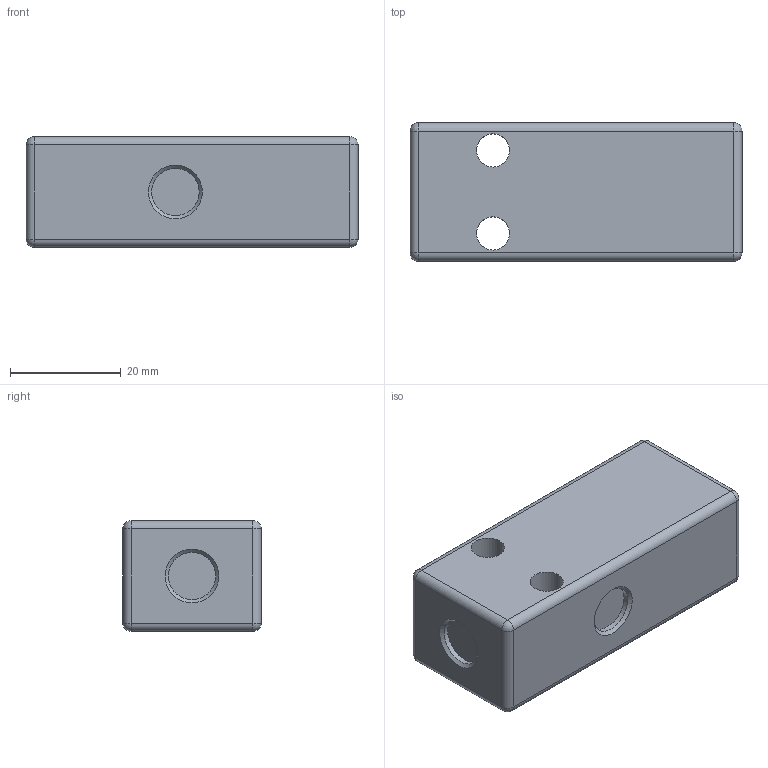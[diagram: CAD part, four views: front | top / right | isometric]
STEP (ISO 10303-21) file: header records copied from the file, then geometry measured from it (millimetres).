
FILE_DESCRIPTION(/* description */ (''),/* implementation_level */ '2;1');
FILE_NAME(/* name */ '3D_evgvt140.stp',/* time_stamp */ '2024-03-18T10:46:51+01:00',/* author */ ('enginyeria3'),/* organization */ (''),/* preprocessor_version */ 'ST-DEVELOPER v20',/* originating_system */ 'Autodesk Inventor 2024',/* authorisation */ '');
FILE_SCHEMA (('AUTOMOTIVE_DESIGN { 1 0 10303 214 3 1 1 }'));
Length unit declared in the file: millimetre
Products named in the file (1): Pieza4
Bounding box: 60 x 25 x 20 mm (x, y, z)
Volume: 28244.7 mm3; surface area: 6894.5 mm2
Topology: 1 solids, 1 shells, 40 faces, 80 edges, 47 vertices
Faces by surface type: cylinder 18, plane 10, sphere 8, cone 4
Full cylindrical faces by diameter (mm): 6 x2, 8.566 x3, 11.445 x1
Entity records: 1087 total; most frequent: DIRECTION 208, CARTESIAN_POINT 166, ORIENTED_EDGE 156, AXIS2_PLACEMENT_3D 87, EDGE_CURVE 78, EDGE_LOOP 48, CIRCLE 46, VERTEX_POINT 44
